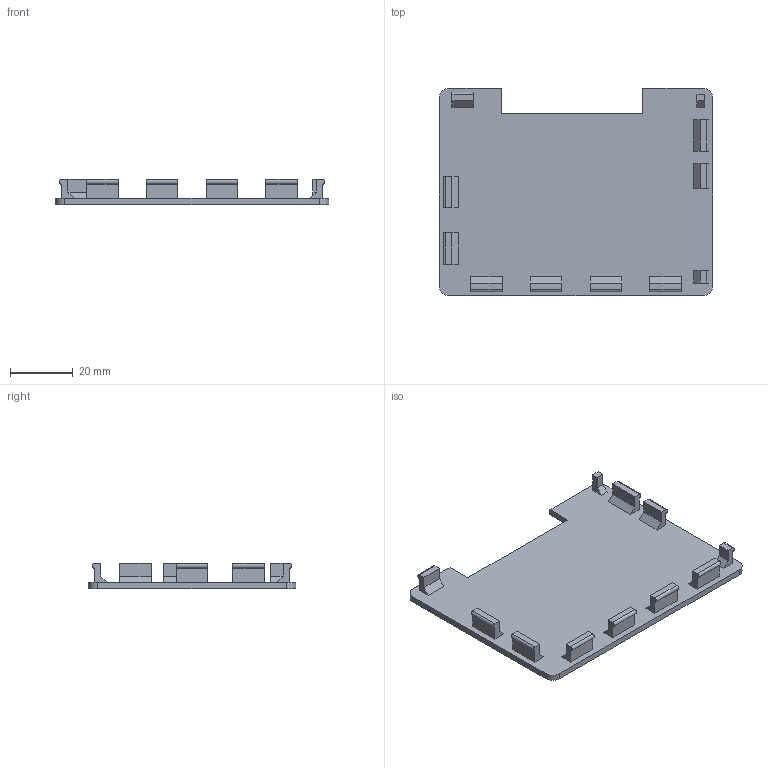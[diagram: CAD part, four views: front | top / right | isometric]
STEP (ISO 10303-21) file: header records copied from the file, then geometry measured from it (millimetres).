
FILE_DESCRIPTION(/* description */ (''),/* implementation_level */ '2;1');
FILE_NAME(/* name */ 'Back Case v13.step',/* time_stamp */ '2021-07-23T12:22:57-05:00',/* author */ (''),/* organization */ (''),/* preprocessor_version */ 'ST-DEVELOPER v18.1',/* originating_system */ 'Autodesk Translation Framework v10.9.0.1377',/* authorisation */ '');
FILE_SCHEMA (('AUTOMOTIVE_DESIGN { 1 0 10303 214 3 1 1 }'));
Length unit declared in the file: millimetre
Products named in the file (1): Back Case
Bounding box: 87 x 66 x 8 mm (x, y, z)
Volume: 11733.2 mm3; surface area: 12839.9 mm2
Topology: 1 solids, 1 shells, 95 faces, 243 edges, 162 vertices
Faces by surface type: plane 81, cylinder 14
Entity records: 2878 total; most frequent: CARTESIAN_POINT 501, ORIENTED_EDGE 486, DIRECTION 463, EDGE_CURVE 243, LINE 215, VECTOR 215, VERTEX_POINT 162, AXIS2_PLACEMENT_3D 124
